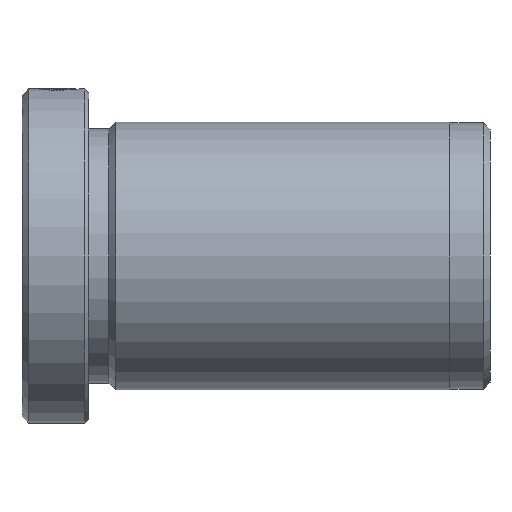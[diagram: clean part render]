
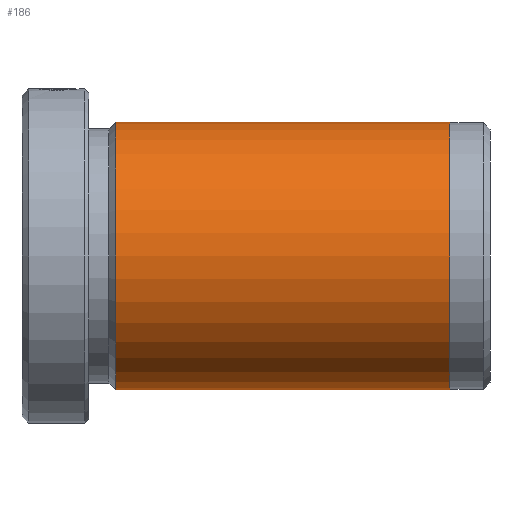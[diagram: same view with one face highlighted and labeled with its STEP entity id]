
A CAD part, left-side view. The second image highlights one B-rep face of the part: STEP entity #186.
In plain terms, the highlighted cylindrical face has radius 10 mm (diameter 20 mm), a partial arc.
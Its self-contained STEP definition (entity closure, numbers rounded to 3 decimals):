
#49 = VECTOR ( 'NONE', #997, 1000. ) ;
#64 = CARTESIAN_POINT ( 'NONE',  ( 0., -32., -10. ) ) ;
#104 = CARTESIAN_POINT ( 'NONE',  ( 0., -32., 0. ) ) ;
#142 = VERTEX_POINT ( 'NONE', #1015 ) ;
#174 = EDGE_CURVE ( 'NONE', #230, #1695, #1335, .T. ) ;
#186 = ADVANCED_FACE ( 'NONE', ( #914 ), #497, .T. ) ;
#191 = DIRECTION ( 'NONE',  ( 0., 1., 0. ) ) ;
#213 = EDGE_LOOP ( 'NONE', ( #1078, #490, #1531, #609 ) ) ;
#230 = VERTEX_POINT ( 'NONE', #64 ) ;
#247 = DIRECTION ( 'NONE',  ( 0., 0., -1. ) ) ;
#252 = AXIS2_PLACEMENT_3D ( 'NONE', #104, #1087, #247 ) ;
#304 = EDGE_CURVE ( 'NONE', #142, #230, #451, .T. ) ;
#335 = CARTESIAN_POINT ( 'NONE',  ( 0., 0., 0. ) ) ;
#338 = LINE ( 'NONE', #1724, #49 ) ;
#451 = CIRCLE ( 'NONE', #252, 10. ) ;
#490 = ORIENTED_EDGE ( 'NONE', *, *, #304, .F. ) ;
#497 = CYLINDRICAL_SURFACE ( 'NONE', #1710, 10. ) ;
#510 = DIRECTION ( 'NONE',  ( 0., 1., 0. ) ) ;
#581 = VECTOR ( 'NONE', #1313, 1000. ) ;
#609 = ORIENTED_EDGE ( 'NONE', *, *, #1261, .F. ) ;
#716 = CARTESIAN_POINT ( 'NONE',  ( 0., -7., 10. ) ) ;
#914 = FACE_OUTER_BOUND ( 'NONE', #213, .T. ) ;
#997 = DIRECTION ( 'NONE',  ( 0., 1., 0. ) ) ;
#1015 = CARTESIAN_POINT ( 'NONE',  ( 0., -32., 10. ) ) ;
#1023 = CARTESIAN_POINT ( 'NONE',  ( 0., -7., -10. ) ) ;
#1026 = CARTESIAN_POINT ( 'NONE',  ( 0., 0., -10. ) ) ;
#1078 = ORIENTED_EDGE ( 'NONE', *, *, #174, .F. ) ;
#1087 = DIRECTION ( 'NONE',  ( 0., -1., 0. ) ) ;
#1142 = CIRCLE ( 'NONE', #1477, 10. ) ;
#1261 = EDGE_CURVE ( 'NONE', #1695, #1561, #1142, .T. ) ;
#1313 = DIRECTION ( 'NONE',  ( 0., 1., 0. ) ) ;
#1335 = LINE ( 'NONE', #1026, #581 ) ;
#1356 = CARTESIAN_POINT ( 'NONE',  ( 0., -7., 0. ) ) ;
#1477 = AXIS2_PLACEMENT_3D ( 'NONE', #1356, #510, #1499 ) ;
#1499 = DIRECTION ( 'NONE',  ( 0., 0., 1. ) ) ;
#1531 = ORIENTED_EDGE ( 'NONE', *, *, #1627, .T. ) ;
#1561 = VERTEX_POINT ( 'NONE', #716 ) ;
#1627 = EDGE_CURVE ( 'NONE', #142, #1561, #338, .T. ) ;
#1695 = VERTEX_POINT ( 'NONE', #1023 ) ;
#1710 = AXIS2_PLACEMENT_3D ( 'NONE', #335, #191, #1743 ) ;
#1724 = CARTESIAN_POINT ( 'NONE',  ( 0., 0., 10. ) ) ;
#1743 = DIRECTION ( 'NONE',  ( 0., 0., 1. ) ) ;
